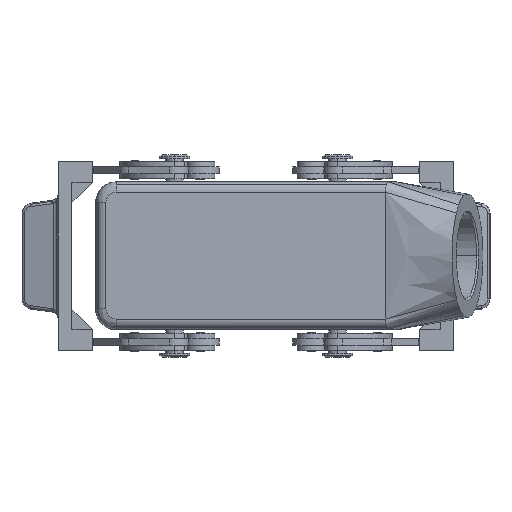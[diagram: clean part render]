
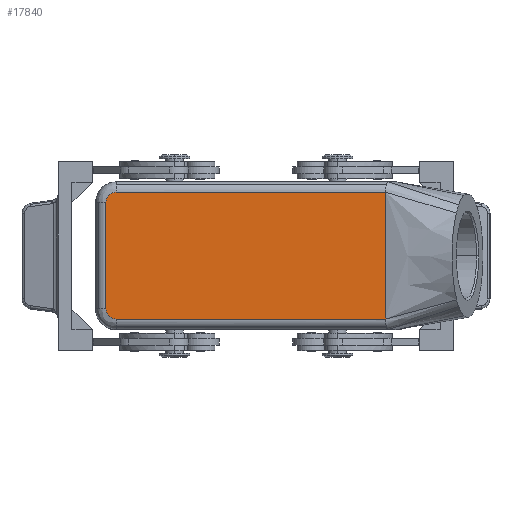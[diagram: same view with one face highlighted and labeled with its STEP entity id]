
A CAD part, top view. The second image highlights one B-rep face of the part: STEP entity #17840.
In plain terms, the highlighted planar face has unit normal (0, 0, 1).
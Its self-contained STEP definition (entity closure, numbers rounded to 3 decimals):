
#5838=CARTESIAN_POINT('',(-43.75,-15.5,63.));
#5839=VERTEX_POINT('',#5838);
#5847=CARTESIAN_POINT('',(-43.75,15.5,63.));
#5848=VERTEX_POINT('',#5847);
#5849=CARTESIAN_POINT('',(-43.75,-15.5,63.));
#5850=DIRECTION('',(0.0,1.0,0.0));
#5851=VECTOR('',#5850,31.);
#5852=LINE('',#5849,#5851);
#5853=EDGE_CURVE('',#5839,#5848,#5852,.T.);
#17207=CARTESIAN_POINT('',(37.75,18.5,63.));
#17208=VERTEX_POINT('',#17207);
#17276=CARTESIAN_POINT('',(37.75,-17.997,63.));
#17277=VERTEX_POINT('',#17276);
#17278=CARTESIAN_POINT('',(37.75,-17.997,63.));
#17279=DIRECTION('',(0.0,1.0,0.0));
#17280=VECTOR('',#17279,36.497);
#17281=LINE('',#17278,#17280);
#17282=EDGE_CURVE('',#17277,#17208,#17281,.T.);
#17284=CARTESIAN_POINT('',(37.75,-18.5,63.));
#17285=VERTEX_POINT('',#17284);
#17286=CARTESIAN_POINT('',(37.75,-18.5,63.));
#17287=DIRECTION('',(0.,1.0,0.));
#17288=VECTOR('',#17287,0.503);
#17289=LINE('',#17286,#17288);
#17290=EDGE_CURVE('',#17285,#17277,#17289,.T.);
#17599=CARTESIAN_POINT('',(-40.75,-18.5,63.));
#17600=VERTEX_POINT('',#17599);
#17601=CARTESIAN_POINT('',(37.75,-18.5,63.));
#17602=DIRECTION('',(-1.0,0.0,0.0));
#17603=VECTOR('',#17602,78.5);
#17604=LINE('',#17601,#17603);
#17605=EDGE_CURVE('',#17285,#17600,#17604,.T.);
#17690=CARTESIAN_POINT('',(-40.75,-15.5,63.));
#17691=DIRECTION('',(0.0,0.0,-1.0));
#17692=DIRECTION('',(-0.707,-0.707,0.0));
#17693=AXIS2_PLACEMENT_3D('',#17690,#17691,#17692);
#17694=CIRCLE('',#17693,3.);
#17695=EDGE_CURVE('',#17600,#5839,#17694,.T.);
#17778=CARTESIAN_POINT('',(-40.75,18.5,63.));
#17779=VERTEX_POINT('',#17778);
#17798=CARTESIAN_POINT('',(-40.75,15.5,63.));
#17799=DIRECTION('',(0.0,0.0,-1.0));
#17800=DIRECTION('',(-0.707,0.707,0.0));
#17801=AXIS2_PLACEMENT_3D('',#17798,#17799,#17800);
#17802=CIRCLE('',#17801,3.);
#17803=EDGE_CURVE('',#5848,#17779,#17802,.T.);
#17815=CARTESIAN_POINT('',(-40.75,18.5,63.));
#17816=DIRECTION('',(1.0,0.0,0.0));
#17817=VECTOR('',#17816,78.5);
#17818=LINE('',#17815,#17817);
#17819=EDGE_CURVE('',#17779,#17208,#17818,.T.);
#17826=CARTESIAN_POINT('',(37.75,0.0,63.));
#17827=DIRECTION('',(0.0,0.0,1.0));
#17828=DIRECTION('',(1.0,0.0,0.0));
#17829=AXIS2_PLACEMENT_3D('',#17826,#17827,#17828);
#17830=PLANE('',#17829);
#17831=ORIENTED_EDGE('',*,*,#17819,.F.);
#17832=ORIENTED_EDGE('',*,*,#17803,.F.);
#17833=ORIENTED_EDGE('',*,*,#5853,.F.);
#17834=ORIENTED_EDGE('',*,*,#17695,.F.);
#17835=ORIENTED_EDGE('',*,*,#17605,.F.);
#17836=ORIENTED_EDGE('',*,*,#17290,.T.);
#17837=ORIENTED_EDGE('',*,*,#17282,.T.);
#17838=EDGE_LOOP('',(#17831,#17832,#17833,#17834,#17835,#17836,#17837));
#17839=FACE_OUTER_BOUND('',#17838,.T.);
#17840=ADVANCED_FACE('',(#17839),#17830,.T.);
